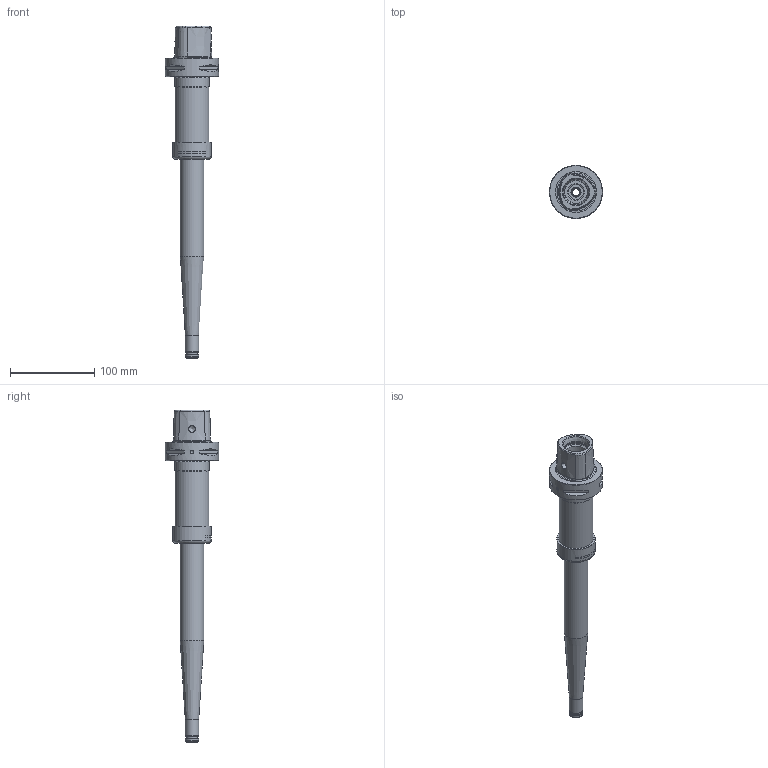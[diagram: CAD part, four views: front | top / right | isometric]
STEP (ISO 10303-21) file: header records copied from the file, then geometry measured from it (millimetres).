
FILE_DESCRIPTION(/* description */ (''),/* implementation_level */ '2;1');
FILE_NAME(/* name */ '888671190.stp',/* time_stamp */ '2023-03-15T12:27:35',/* author */ ('Ratnasingam Jekanthan'),/* organization */ ('REGO-FIX'),/* preprocessor_version */ ' Unknown',/* originating_system */ 'SIEMENS PLM Software Solid Edge ST10',/* authorization */ 'Unknown');
FILE_SCHEMA (('AUTOMOTIVE_DESIGN { 1 0 10303 214 2 1 1}'));
Length unit declared in the file: millimetre
Products named in the file (1): NOCUT
Bounding box: 63 x 63 x 394 mm (x, y, z)
Volume: 301151.9 mm3; surface area: 68882 mm2
Topology: 1 solids, 3 shells, 173 faces, 401 edges, 247 vertices
Faces by surface type: cone 79, cylinder 37, plane 36, torus 21
Full cylindrical faces by diameter (mm): 4 x1, 8.1 x2, 9 x1, 10 x2, 13 x1, 16 x2, 17.835 x2, 23.8 x1, 24.7 x1, 25 x1, 28 x3, 29 x1, 32 x1, 33 x1, 34 x1, 38.376 x1, 40 x1, 40.05 x1, 40.5 x1, 43.3 x1, 45.65 x1, 63 x1
Entity records: 5520 total; most frequent: CARTESIAN_POINT 912, DIRECTION 728, ORIENTED_EDGE 554, AXIS2_PLACEMENT_3D 330, FACE_BOUND 284, EDGE_LOOP 281, EDGE_CURVE 277, VERTEX_POINT 213
